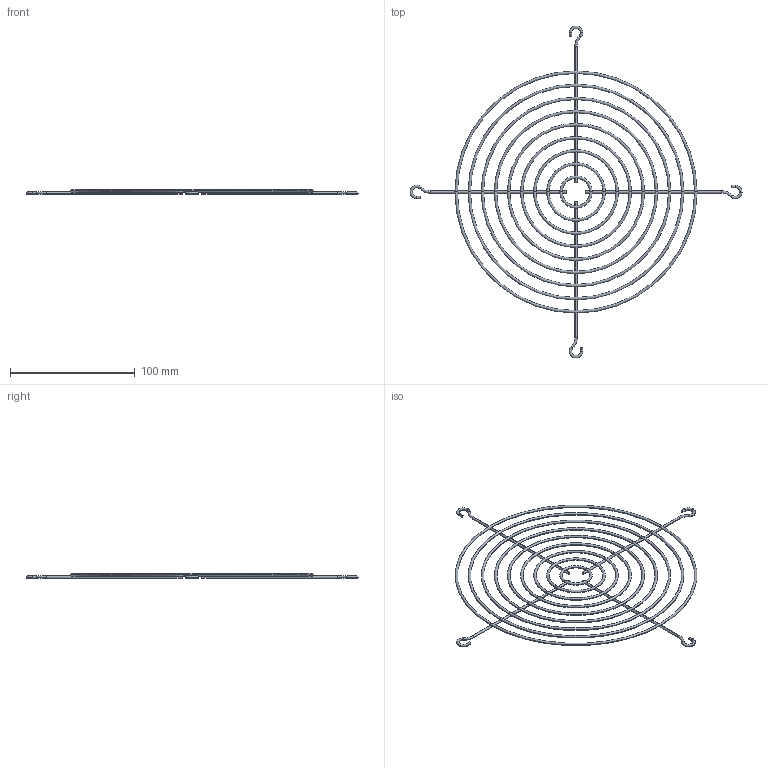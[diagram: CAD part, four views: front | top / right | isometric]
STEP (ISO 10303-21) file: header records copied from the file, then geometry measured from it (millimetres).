
FILE_DESCRIPTION (( 'STEP AP214' ), '1' );
FILE_NAME ('5RE0117_RETE PREMENTE_DIC 180_F761.STEP', '2023-10-26T09:31:41', ( '' ), ( '' ), 'SwSTEP 2.0', 'SolidWorks 2022', '' );
FILE_SCHEMA (( 'AUTOMOTIVE_DESIGN' ));
Length unit declared in the file: millimetre
Products named in the file (1): 5RE0117_RETE PREMENTE_DIC 180_F761
Bounding box: 266 x 266 x 3.95 mm (x, y, z)
Volume: 11325.1 mm3; surface area: 22653.3 mm2
Topology: 1 solids, 1 shells, 80 faces, 268 edges, 160 vertices
Faces by surface type: torus 56, cylinder 16, plane 8
Entity records: 3616 total; most frequent: CARTESIAN_POINT 1157, ORIENTED_EDGE 536, DIRECTION 520, EDGE_CURVE 268, AXIS2_PLACEMENT_3D 243, CIRCLE 162, VERTEX_POINT 160, EDGE_LOOP 116
